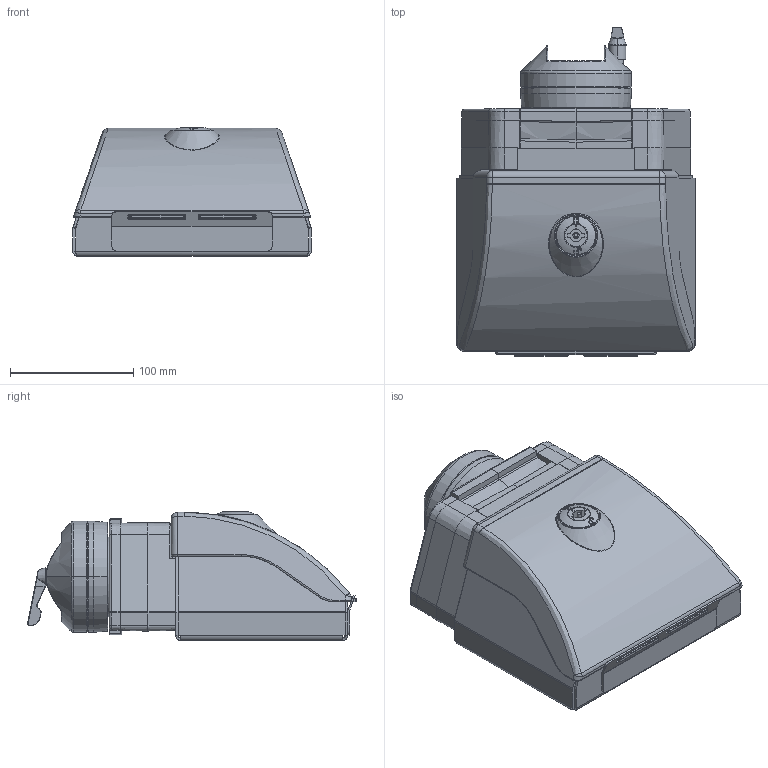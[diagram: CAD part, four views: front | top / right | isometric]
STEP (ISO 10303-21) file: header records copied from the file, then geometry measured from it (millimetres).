
FILE_DESCRIPTION (( 'STEP AP214' ), '1' );
FILE_NAME ('50202099.STEP', '2020-03-11T10:55:21', ( '' ), ( '' ), 'SwSTEP 2.0', 'SolidWorks 2018', '' );
FILE_SCHEMA (( 'AUTOMOTIVE_DESIGN' ));
Length unit declared in the file: millimetre
Products named in the file (58): 98319_1-078_P1; 40000012405; 41894; 98319_1-078_N; 98319_1-078_FD; 49447300_1; 93238; 82481; 42467; 57023; 50202099; 42468; 98319_100-0545_15-00012(10); 12119; 12118; 98319_248-9803_01-01201_0_H; 49447300_2; 12116; 12120; 82005_680; 98319; 49447300_3; 12117; 42468_KAT50.202099; 98319_1-077_01_0012267
Assembly tree (37 placements, depth 3):
  40000012405
  40000012405
  98319_1-078_N
  98319_1-078_FD
  93238
Bounding box: 193.1 x 266.21 x 104.3 mm (x, y, z)
Volume: 807107 mm3; surface area: 421419.2 mm2
Topology: 32 solids, 35 shells, 2599 faces, 6088 edges, 3700 vertices
Faces by surface type: plane 1109, cylinder 621, bspline 483, cone 194, torus 121, sphere 71
Full cylindrical faces by diameter (mm): 1.7 x2, 3 x1, 4.2 x4, 4.917 x1, 5 x13, 5.5 x4, 6 x13, 7 x4, 8 x8, 8.5 x4, 9.1 x1, 10 x18, 12.2 x1, 12.3 x1, 13.5 x1, 14 x2, 14.05 x1, 14.9 x1, 16.5 x1, 18 x1, 18.1 x1, 19.294 x1, 19.5 x1, 19.73 x1, 32 x1, 32.5 x1
Entity records: 90985 total; most frequent: CARTESIAN_POINT 39478, ORIENTED_EDGE 10736, DIRECTION 9286, EDGE_CURVE 5368, VERTEX_POINT 3353, AXIS2_PLACEMENT_3D 3314, VECTOR 2658, LINE 2658
